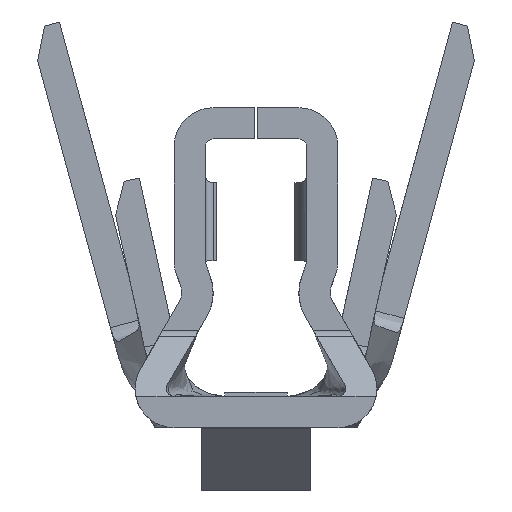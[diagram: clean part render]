
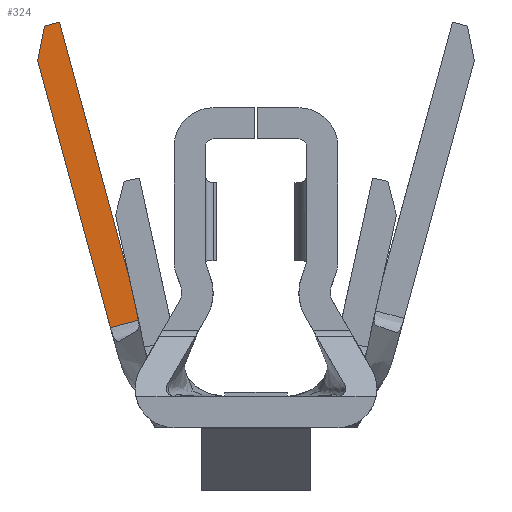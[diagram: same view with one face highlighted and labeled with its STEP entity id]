
A CAD part, front view. The second image highlights one B-rep face of the part: STEP entity #324.
In plain terms, the highlighted planar face has unit normal (0, -1, 0).
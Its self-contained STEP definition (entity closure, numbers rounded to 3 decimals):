
#324 = ADVANCED_FACE( '', ( #768 ), #769, .T. );
#768 = FACE_OUTER_BOUND( '', #2301, .T. );
#769 = PLANE( '', #2302 );
#2301 = EDGE_LOOP( '', ( #4046, #4047, #4048, #4049, #4050 ) );
#2302 = AXIS2_PLACEMENT_3D( '', #4051, #4052, #4053 );
#4046 = ORIENTED_EDGE( '', *, *, #5218, .T. );
#4047 = ORIENTED_EDGE( '', *, *, #5527, .T. );
#4048 = ORIENTED_EDGE( '', *, *, #5275, .T. );
#4049 = ORIENTED_EDGE( '', *, *, #5528, .T. );
#4050 = ORIENTED_EDGE( '', *, *, #5422, .T. );
#4051 = CARTESIAN_POINT( '', ( -0.3, -0.86, 0.6 ) );
#4052 = DIRECTION( '', ( 0., -1., 0. ) );
#4053 = DIRECTION( '', ( 0., 0., -1. ) );
#5218 = EDGE_CURVE( '', #5916, #5914, #5917, .T. );
#5275 = EDGE_CURVE( '', #6019, #6020, #6021, .T. );
#5422 = EDGE_CURVE( '', #6269, #5916, #6270, .T. );
#5527 = EDGE_CURVE( '', #5914, #6019, #6435, .F. );
#5528 = EDGE_CURVE( '', #6020, #6269, #6436, .T. );
#5914 = VERTEX_POINT( '', #6933 );
#5916 = VERTEX_POINT( '', #6936 );
#5917 = LINE( '', #6937, #6938 );
#6019 = VERTEX_POINT( '', #7080 );
#6020 = VERTEX_POINT( '', #7081 );
#6021 = LINE( '', #7082, #7083 );
#6269 = VERTEX_POINT( '', #7566 );
#6270 = LINE( '', #7567, #7568 );
#6435 = LINE( '', #7940, #7941 );
#6436 = B_SPLINE_CURVE_WITH_KNOTS( '', 3, ( #7942, #7943, #7944, #7945 ), .UNSPECIFIED., .F., .F., ( 4, 4 ), ( 0., 0. ), .UNSPECIFIED. );
#6933 = CARTESIAN_POINT( '', ( -1.356, -0.86, 2.574 ) );
#6936 = CARTESIAN_POINT( '', ( -1.26, -0.86, 2.6 ) );
#6937 = CARTESIAN_POINT( '', ( -1.453, -0.86, 2.547 ) );
#6938 = VECTOR( '', #8974, 1000. );
#7080 = CARTESIAN_POINT( '', ( -1.4, -0.86, 2.354 ) );
#7081 = CARTESIAN_POINT( '', ( -0.933, -0.86, 0.641 ) );
#7082 = CARTESIAN_POINT( '', ( -1.453, -0.86, 2.547 ) );
#7083 = VECTOR( '', #9042, 1000. );
#7566 = CARTESIAN_POINT( '', ( -0.74, -0.86, 0.692 ) );
#7567 = CARTESIAN_POINT( '', ( -1.26, -0.86, 2.6 ) );
#7568 = VECTOR( '', #9169, 1000. );
#7940 = CARTESIAN_POINT( '', ( -1.695, -0.86, 0.879 ) );
#7941 = VECTOR( '', #9253, 1000. );
#7942 = CARTESIAN_POINT( '', ( -0.933, -0.86, 0.641 ) );
#7943 = CARTESIAN_POINT( '', ( -0.869, -0.86, 0.658 ) );
#7944 = CARTESIAN_POINT( '', ( -0.804, -0.86, 0.675 ) );
#7945 = CARTESIAN_POINT( '', ( -0.74, -0.86, 0.692 ) );
#8974 = DIRECTION( '', ( -0.965, 0., -0.263 ) );
#9042 = DIRECTION( '', ( 0.263, 0., -0.965 ) );
#9169 = DIRECTION( '', ( -0.263, 0., 0.965 ) );
#9253 = DIRECTION( '', ( 0.196, 0., 0.981 ) );
